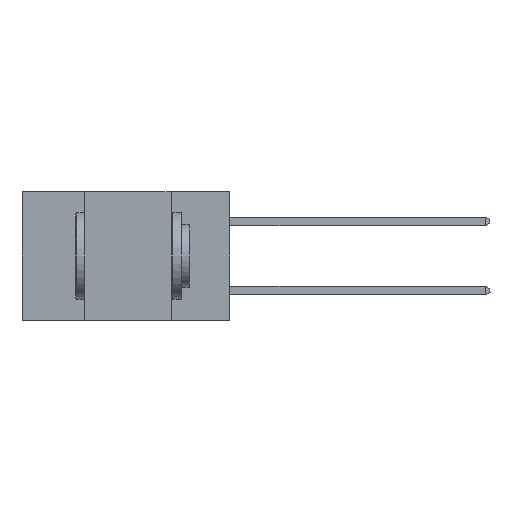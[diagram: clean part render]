
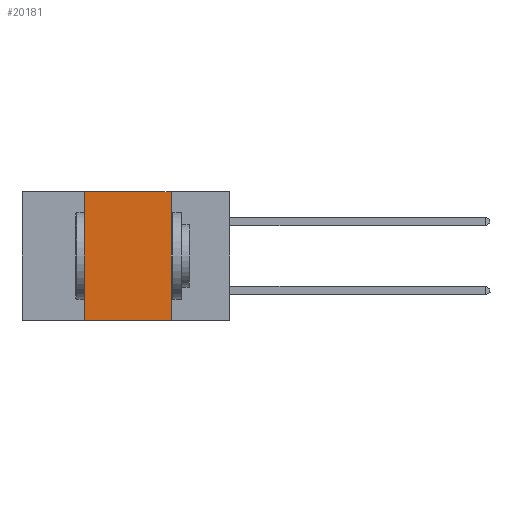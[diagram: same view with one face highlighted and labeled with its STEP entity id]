
A CAD part, left-side view. The second image highlights one B-rep face of the part: STEP entity #20181.
In plain terms, the highlighted planar face has unit normal (-1, 0, 0).
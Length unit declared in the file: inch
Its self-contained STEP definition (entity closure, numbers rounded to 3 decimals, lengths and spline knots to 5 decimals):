
#168 = CARTESIAN_POINT ( 'NONE',  ( 0., 0.17, 0. ) ) ;
#331 = DIRECTION ( 'NONE',  ( 0., 0., 1. ) ) ;
#335 = EDGE_LOOP ( 'NONE', ( #2662, #554, #5008, #20673 ) ) ;
#446 = LINE ( 'NONE', #168, #4040 ) ;
#554 = ORIENTED_EDGE ( 'NONE', *, *, #696, .F. ) ;
#696 = EDGE_CURVE ( 'NONE', #22015, #15974, #3972, .T. ) ;
#938 = CARTESIAN_POINT ( 'NONE',  ( 0., 0.6, 0. ) ) ;
#1653 = EDGE_CURVE ( 'NONE', #11780, #22015, #10772, .T. ) ;
#2662 = ORIENTED_EDGE ( 'NONE', *, *, #19298, .F. ) ;
#3972 = LINE ( 'NONE', #15158, #6384 ) ;
#4040 = VECTOR ( 'NONE', #10102, 39.37008 ) ;
#5008 = ORIENTED_EDGE ( 'NONE', *, *, #1653, .F. ) ;
#6384 = VECTOR ( 'NONE', #17338, 39.37008 ) ;
#7355 = VECTOR ( 'NONE', #13439, 39.37008 ) ;
#8388 = VERTEX_POINT ( 'NONE', #11493 ) ;
#10102 = DIRECTION ( 'NONE',  ( 0., 0., -1. ) ) ;
#10290 = DIRECTION ( 'NONE',  ( 1., 0., 0. ) ) ;
#10772 = LINE ( 'NONE', #21146, #12305 ) ;
#11094 = CARTESIAN_POINT ( 'NONE',  ( 0., 0.6, -0.37 ) ) ;
#11493 = CARTESIAN_POINT ( 'NONE',  ( 0., 0.17, -0.37 ) ) ;
#11780 = VERTEX_POINT ( 'NONE', #12508 ) ;
#12305 = VECTOR ( 'NONE', #331, 39.37008 ) ;
#12308 = PLANE ( 'NONE',  #12631 ) ;
#12464 = LINE ( 'NONE', #11094, #7355 ) ;
#12508 = CARTESIAN_POINT ( 'NONE',  ( 0., 0.42, -0.37 ) ) ;
#12574 = CARTESIAN_POINT ( 'NONE',  ( 0., 0.42, 0. ) ) ;
#12631 = AXIS2_PLACEMENT_3D ( 'NONE', #938, #10290, #18218 ) ;
#13439 = DIRECTION ( 'NONE',  ( 0., -1., 0. ) ) ;
#15158 = CARTESIAN_POINT ( 'NONE',  ( 0., 0.6, 0. ) ) ;
#15974 = VERTEX_POINT ( 'NONE', #21365 ) ;
#17338 = DIRECTION ( 'NONE',  ( 0., -1., 0. ) ) ;
#18218 = DIRECTION ( 'NONE',  ( 0., 0., -1. ) ) ;
#19298 = EDGE_CURVE ( 'NONE', #15974, #8388, #446, .T. ) ;
#20181 = ADVANCED_FACE ( 'NONE', ( #22540 ), #12308, .F. ) ;
#20673 = ORIENTED_EDGE ( 'NONE', *, *, #24519, .T. ) ;
#21146 = CARTESIAN_POINT ( 'NONE',  ( 0., 0.42, 0. ) ) ;
#21365 = CARTESIAN_POINT ( 'NONE',  ( 0., 0.17, 0. ) ) ;
#22015 = VERTEX_POINT ( 'NONE', #12574 ) ;
#22540 = FACE_OUTER_BOUND ( 'NONE', #335, .T. ) ;
#24519 = EDGE_CURVE ( 'NONE', #11780, #8388, #12464, .T. ) ;
